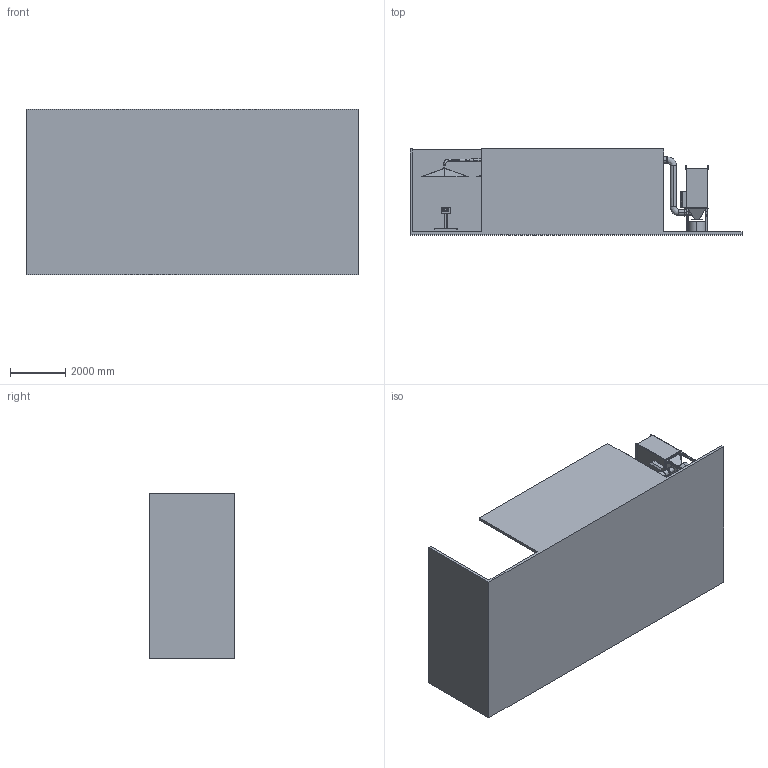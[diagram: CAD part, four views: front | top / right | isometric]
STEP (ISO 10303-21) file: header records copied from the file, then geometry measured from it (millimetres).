
FILE_DESCRIPTION(('FreeCAD Model'),'2;1');
FILE_NAME('Open CASCADE Shape Model','2025-05-08T08:46:31',('FreeCAD'),( 'FreeCAD'),'Open CASCADE STEP processor 7.6','FreeCAD','Unknown');
FILE_SCHEMA(('AUTOMOTIVE_DESIGN { 1 0 10303 214 1 1 1 1 }'));
Products named in the file (1): Open CASCADE STEP translator 7.6 1
Bounding box: 12010.8 x 3102.79 x 6005.4 mm (x, y, z)
Surface area: 399742699.8 mm2 (no closed solid volume)
Topology: 0 solids, 3574 shells, 3574 faces, 32594 edges, 32594 vertices
Faces by surface type: bspline 3574
Entity records: 305745 total; most frequent: CARTESIAN_POINT 157412, ORIENTED_EDGE 32594, EDGE_CURVE 32594, VERTEX_POINT 32594, B_SPLINE_CURVE_WITH_KNOTS 29466, FACE_BOUND 3904, EDGE_LOOP 3904, SHELL_BASED_SURFACE_MODEL 3574
